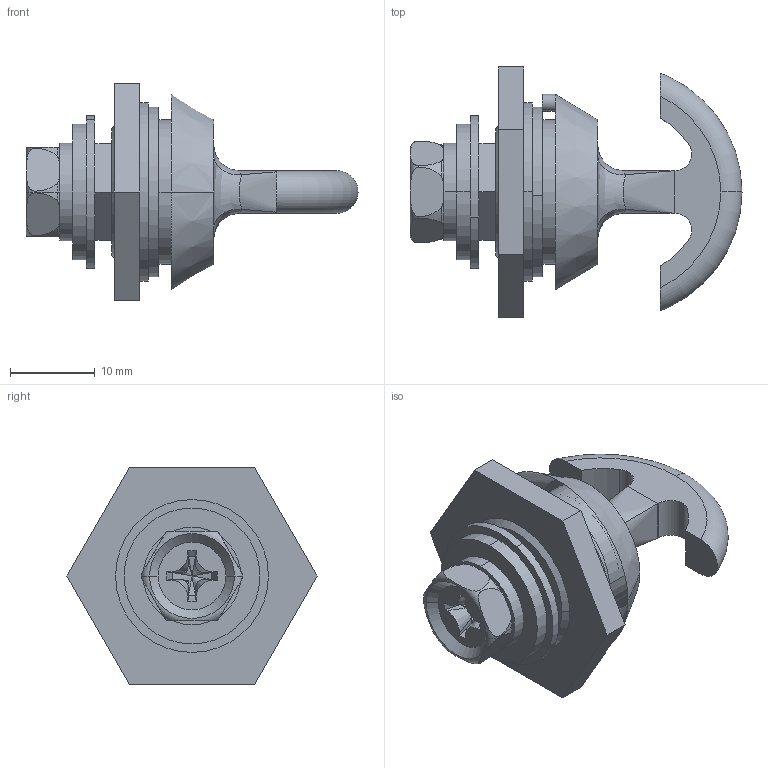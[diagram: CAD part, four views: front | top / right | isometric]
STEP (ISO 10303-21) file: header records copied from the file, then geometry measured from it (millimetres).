
FILE_DESCRIPTION (( 'STEP AP203' ), '1' );
FILE_NAME ('A-20-5.STEP', '2012-05-14T08:17:10', ( '11sw' ), ( 'タキゲン製造株式会社' ), 'SwSTEP 2.0', 'SolidWorks 2011', '' );
FILE_SCHEMA (( 'CONFIG_CONTROL_DESIGN' ));
Length unit declared in the file: millimetre
Products named in the file (9): A-20-5ワッシャー_; A-20-5スペーサー_; A-20-5受座_; A-20-5本体_; A-20-5; A-20-5儕儞僌儚僢僔儍乕_; A-20-5SW_; 十字穴付き六角ボルトM6_M8×L14; A-20-5六角ナット_
Assembly tree (8 placements, depth 2):
  A-20-5
    A-20-5儕儞僌儚僢僔儍乕_
    A-20-5六角ナット_
    A-20-5SW_
    十字穴付き六角ボルトM6_M8×L14
    A-20-5ワッシャー_
    A-20-5スペーサー_
    A-20-5受座_
    A-20-5本体_
Bounding box: 39.1 x 29.44 x 25.5 mm (x, y, z)
Volume: 6125.6 mm3; surface area: 6742 mm2
Topology: 8 solids, 8 shells, 146 faces, 332 edges, 202 vertices
Faces by surface type: plane 65, cylinder 40, bspline 21, torus 14, cone 6
Entity records: 6403 total; most frequent: CARTESIAN_POINT 2287, DIRECTION 657, ORIENTED_EDGE 648, EDGE_CURVE 324, AXIS2_PLACEMENT_3D 263, VERTEX_POINT 202, EDGE_LOOP 166, ADVANCED_FACE 146
